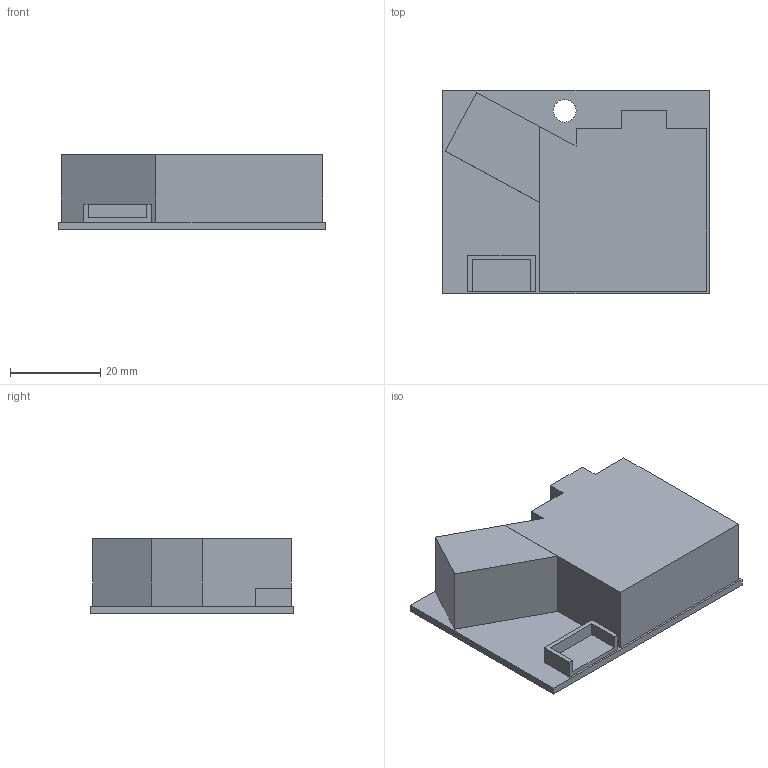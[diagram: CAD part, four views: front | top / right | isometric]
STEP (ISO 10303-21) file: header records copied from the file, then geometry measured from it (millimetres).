
FILE_DESCRIPTION(/* description */ (''),/* implementation_level */ '2;1');
FILE_NAME(/* name */ 'dust sensor v2.step',/* time_stamp */ '2019-08-07T15:00:12+07:00',/* author */ (''),/* organization */ (''),/* preprocessor_version */ 'ST-DEVELOPER v18',/* originating_system */ 'Autodesk Translation Framework v8.2.0.1029',/* authorisation */ '');
FILE_SCHEMA (('AUTOMOTIVE_DESIGN { 1 0 10303 214 3 1 1 }'));
Length unit declared in the file: millimetre
Products named in the file (1): dust sensor
Bounding box: 59 x 45 x 16.6 mm (x, y, z)
Volume: 29202.4 mm3; surface area: 12858.7 mm2
Topology: 4 solids, 4 shells, 35 faces, 81 edges, 54 vertices
Faces by surface type: plane 34, cylinder 1
Full cylindrical faces by diameter (mm): 5 x1
Entity records: 1047 total; most frequent: CARTESIAN_POINT 171, ORIENTED_EDGE 162, DIRECTION 155, EDGE_CURVE 81, LINE 79, VECTOR 79, VERTEX_POINT 54, AXIS2_PLACEMENT_3D 38
